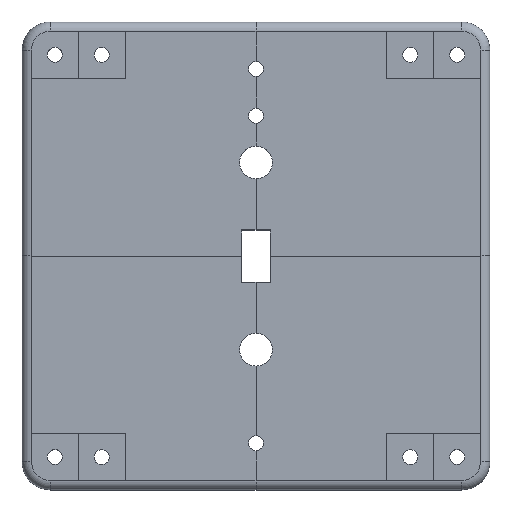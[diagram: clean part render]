
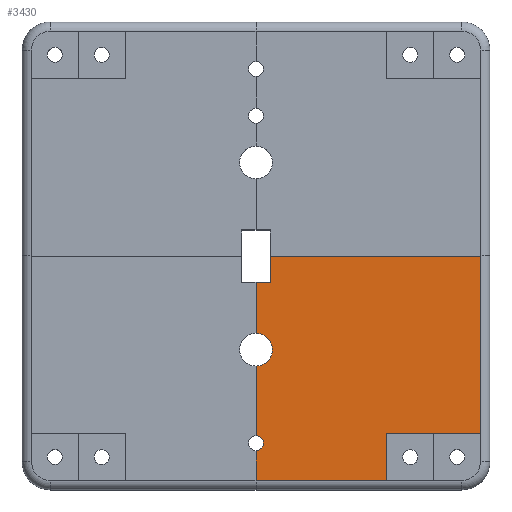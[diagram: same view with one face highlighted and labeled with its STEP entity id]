
A CAD part, top view. The second image highlights one B-rep face of the part: STEP entity #3430.
In plain terms, the highlighted planar face has unit normal (0, 0, 1).
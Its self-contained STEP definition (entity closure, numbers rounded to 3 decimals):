
#164=PLANE('',#3701);
#332=FACE_OUTER_BOUND('',#540,.T.);
#540=EDGE_LOOP('',(#2968,#2969,#2970,#2971,#2972,#2973,#2974,#2975,#2976,
#2977,#2978,#2979));
#659=CIRCLE('',#3656,3.5);
#672=CIRCLE('',#3700,1.6);
#905=LINE('',#5276,#1293);
#930=LINE('',#5334,#1318);
#938=LINE('',#5360,#1326);
#953=LINE('',#5395,#1341);
#962=LINE('',#5415,#1350);
#979=LINE('',#5455,#1367);
#980=LINE('',#5456,#1368);
#981=LINE('',#5458,#1369);
#982=LINE('',#5460,#1370);
#983=LINE('',#5461,#1371);
#1293=VECTOR('',#4302,10.);
#1318=VECTOR('',#4341,10.);
#1326=VECTOR('',#4371,10.);
#1341=VECTOR('',#4408,10.);
#1350=VECTOR('',#4429,10.);
#1367=VECTOR('',#4472,10.);
#1368=VECTOR('',#4473,10.);
#1369=VECTOR('',#4474,10.);
#1370=VECTOR('',#4475,10.);
#1371=VECTOR('',#4476,10.);
#1650=VERTEX_POINT('',#5273);
#1651=VERTEX_POINT('',#5275);
#1652=VERTEX_POINT('',#5279);
#1655=VERTEX_POINT('',#5284);
#1677=VERTEX_POINT('',#5332);
#1683=VERTEX_POINT('',#5357);
#1684=VERTEX_POINT('',#5359);
#1693=VERTEX_POINT('',#5394);
#1698=VERTEX_POINT('',#5414);
#1708=VERTEX_POINT('',#5451);
#1709=VERTEX_POINT('',#5457);
#1710=VERTEX_POINT('',#5459);
#2060=EDGE_CURVE('',#1651,#1650,#905,.T.);
#2065=EDGE_CURVE('',#1655,#1652,#659,.T.);
#2089=EDGE_CURVE('',#1655,#1677,#930,.T.);
#2102=EDGE_CURVE('',#1684,#1683,#938,.T.);
#2119=EDGE_CURVE('',#1693,#1650,#953,.T.);
#2129=EDGE_CURVE('',#1698,#1684,#962,.T.);
#2148=EDGE_CURVE('',#1708,#1677,#672,.T.);
#2149=EDGE_CURVE('',#1708,#1651,#979,.T.);
#2150=EDGE_CURVE('',#1698,#1693,#980,.T.);
#2151=EDGE_CURVE('',#1709,#1683,#981,.T.);
#2152=EDGE_CURVE('',#1710,#1709,#982,.T.);
#2153=EDGE_CURVE('',#1710,#1652,#983,.T.);
#2968=ORIENTED_EDGE('',*,*,#2065,.F.);
#2969=ORIENTED_EDGE('',*,*,#2089,.T.);
#2970=ORIENTED_EDGE('',*,*,#2148,.F.);
#2971=ORIENTED_EDGE('',*,*,#2149,.T.);
#2972=ORIENTED_EDGE('',*,*,#2060,.T.);
#2973=ORIENTED_EDGE('',*,*,#2119,.F.);
#2974=ORIENTED_EDGE('',*,*,#2150,.F.);
#2975=ORIENTED_EDGE('',*,*,#2129,.T.);
#2976=ORIENTED_EDGE('',*,*,#2102,.T.);
#2977=ORIENTED_EDGE('',*,*,#2151,.F.);
#2978=ORIENTED_EDGE('',*,*,#2152,.F.);
#2979=ORIENTED_EDGE('',*,*,#2153,.T.);
#3430=ADVANCED_FACE('',(#332),#164,.T.);
#3656=AXIS2_PLACEMENT_3D('',#5286,#4310,#4311);
#3700=AXIS2_PLACEMENT_3D('',#5453,#4468,#4469);
#3701=AXIS2_PLACEMENT_3D('',#5454,#4470,#4471);
#4302=DIRECTION('',(1.,0.,0.));
#4310=DIRECTION('center_axis',(0.,0.,1.));
#4311=DIRECTION('ref_axis',(1.,0.,0.));
#4341=DIRECTION('',(0.,-1.,0.));
#4371=DIRECTION('',(-1.,0.,0.));
#4408=DIRECTION('',(0.,-1.,0.));
#4429=DIRECTION('',(0.,1.,0.));
#4468=DIRECTION('center_axis',(0.,0.,1.));
#4469=DIRECTION('ref_axis',(1.,0.,0.));
#4470=DIRECTION('center_axis',(0.,0.,1.));
#4471=DIRECTION('ref_axis',(-1.,0.,0.));
#4472=DIRECTION('',(0.,-1.,0.));
#4473=DIRECTION('',(-1.,0.,0.));
#4474=DIRECTION('',(0.,1.,0.));
#4475=DIRECTION('',(1.,0.,0.));
#4476=DIRECTION('',(0.,-1.,0.));
#5273=CARTESIAN_POINT('',(28.,-48.,2.));
#5275=CARTESIAN_POINT('',(0.,-48.,2.));
#5276=CARTESIAN_POINT('',(48.,-48.,2.));
#5279=CARTESIAN_POINT('',(0.,-16.5,2.));
#5284=CARTESIAN_POINT('',(0.,-23.5,2.));
#5286=CARTESIAN_POINT('Origin',(0.,-20.,2.));
#5332=CARTESIAN_POINT('',(0.,-38.4,2.));
#5334=CARTESIAN_POINT('',(0.,-37.,2.));
#5357=CARTESIAN_POINT('',(3.04,0.,2.));
#5359=CARTESIAN_POINT('',(48.,0.,2.));
#5360=CARTESIAN_POINT('',(12.,0.,2.));
#5394=CARTESIAN_POINT('',(28.,-38.,2.));
#5395=CARTESIAN_POINT('',(28.,-36.,2.));
#5414=CARTESIAN_POINT('',(48.,-38.,2.));
#5415=CARTESIAN_POINT('',(48.,0.,2.));
#5451=CARTESIAN_POINT('',(0.,-41.6,2.));
#5453=CARTESIAN_POINT('Origin',(0.,-40.,2.));
#5454=CARTESIAN_POINT('Origin',(24.,-24.,2.));
#5455=CARTESIAN_POINT('',(0.,-37.,2.));
#5456=CARTESIAN_POINT('',(31.,-38.,2.));
#5457=CARTESIAN_POINT('',(3.04,-5.58,2.));
#5458=CARTESIAN_POINT('',(3.04,-14.79,2.));
#5459=CARTESIAN_POINT('',(0.,-5.58,2.));
#5460=CARTESIAN_POINT('',(12.,-5.58,2.));
#5461=CARTESIAN_POINT('',(0.,-37.,2.));
